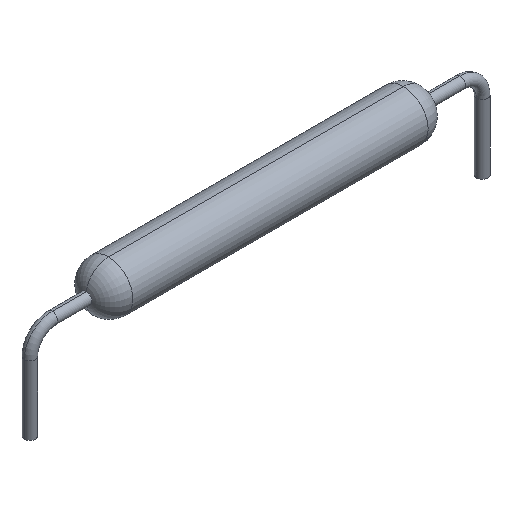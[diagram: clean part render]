
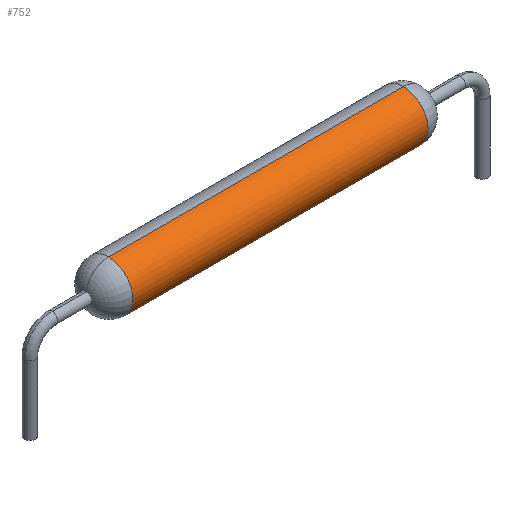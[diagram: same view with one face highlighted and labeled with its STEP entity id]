
A CAD part, isometric view. The second image highlights one B-rep face of the part: STEP entity #752.
In plain terms, the highlighted cylindrical face has radius 1.1 mm (diameter 2.2 mm), a partial arc.
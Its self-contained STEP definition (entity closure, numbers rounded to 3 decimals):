
#9 = EDGE_CURVE ( 'NONE', #49, #444, #561, .T. ) ;
#18 = CARTESIAN_POINT ( 'NONE',  ( 3.529, 0., 2.2 ) ) ;
#49 = VERTEX_POINT ( 'NONE', #18 ) ;
#95 = DIRECTION ( 'NONE',  ( -1., 0., 0. ) ) ;
#102 = EDGE_CURVE ( 'NONE', #138, #645, #445, .T. ) ;
#138 = VERTEX_POINT ( 'NONE', #159 ) ;
#159 = CARTESIAN_POINT ( 'NONE',  ( 16.791, 0., 2.2 ) ) ;
#215 = AXIS2_PLACEMENT_3D ( 'NONE', #768, #95, #365 ) ;
#242 = AXIS2_PLACEMENT_3D ( 'NONE', #685, #567, #510 ) ;
#270 = ORIENTED_EDGE ( 'NONE', *, *, #9, .T. ) ;
#272 = AXIS2_PLACEMENT_3D ( 'NONE', #671, #741, #546 ) ;
#273 = EDGE_CURVE ( 'NONE', #645, #444, #350, .T. ) ;
#286 = DIRECTION ( 'NONE',  ( -1., 0., 0. ) ) ;
#294 = LINE ( 'NONE', #486, #845 ) ;
#330 = ORIENTED_EDGE ( 'NONE', *, *, #273, .F. ) ;
#347 = CARTESIAN_POINT ( 'NONE',  ( 10.16, 0., 0. ) ) ;
#350 = LINE ( 'NONE', #347, #542 ) ;
#365 = DIRECTION ( 'NONE',  ( 0., 0., 1. ) ) ;
#417 = DIRECTION ( 'NONE',  ( -1., 0., 0. ) ) ;
#444 = VERTEX_POINT ( 'NONE', #748 ) ;
#445 = CIRCLE ( 'NONE', #242, 1.1 ) ;
#479 = FACE_OUTER_BOUND ( 'NONE', #751, .T. ) ;
#486 = CARTESIAN_POINT ( 'NONE',  ( 10.16, 0., 2.2 ) ) ;
#510 = DIRECTION ( 'NONE',  ( 0., 0., 1. ) ) ;
#532 = CARTESIAN_POINT ( 'NONE',  ( 16.791, 0., 0. ) ) ;
#542 = VECTOR ( 'NONE', #286, 1000. ) ;
#546 = DIRECTION ( 'NONE',  ( 0., 0., 1. ) ) ;
#561 = CIRCLE ( 'NONE', #272, 1.1 ) ;
#567 = DIRECTION ( 'NONE',  ( 1., 0., 0. ) ) ;
#573 = ORIENTED_EDGE ( 'NONE', *, *, #745, .T. ) ;
#645 = VERTEX_POINT ( 'NONE', #532 ) ;
#671 = CARTESIAN_POINT ( 'NONE',  ( 3.529, 0., 1.1 ) ) ;
#685 = CARTESIAN_POINT ( 'NONE',  ( 16.791, 0., 1.1 ) ) ;
#732 = CYLINDRICAL_SURFACE ( 'NONE', #215, 1.1 ) ;
#741 = DIRECTION ( 'NONE',  ( 1., 0., 0. ) ) ;
#745 = EDGE_CURVE ( 'NONE', #138, #49, #294, .T. ) ;
#748 = CARTESIAN_POINT ( 'NONE',  ( 3.529, 0., 0. ) ) ;
#751 = EDGE_LOOP ( 'NONE', ( #330, #789, #573, #270 ) ) ;
#752 = ADVANCED_FACE ( 'NONE', ( #479 ), #732, .T. ) ;
#768 = CARTESIAN_POINT ( 'NONE',  ( 10.16, 0., 1.1 ) ) ;
#789 = ORIENTED_EDGE ( 'NONE', *, *, #102, .F. ) ;
#845 = VECTOR ( 'NONE', #417, 1000. ) ;
